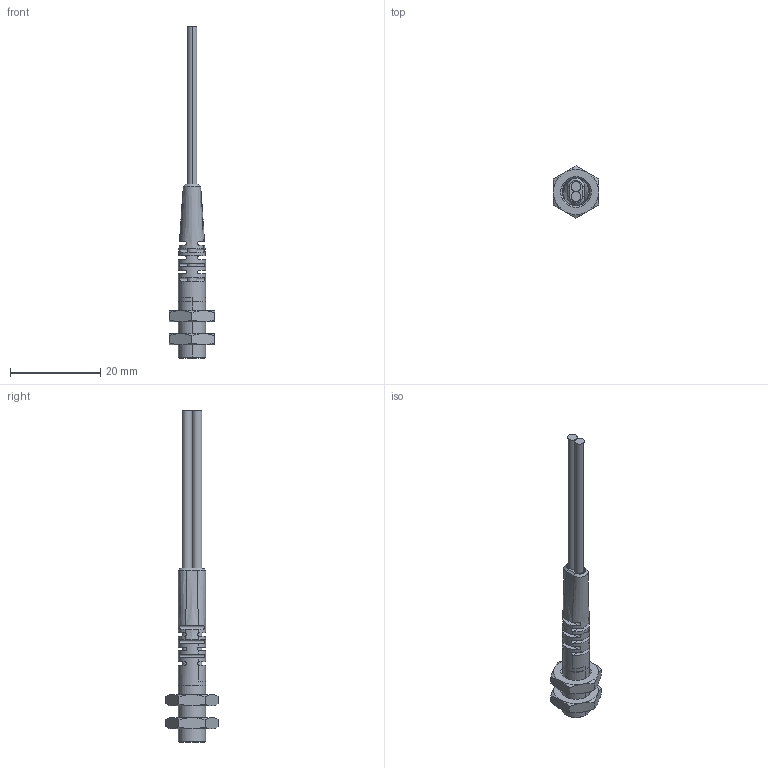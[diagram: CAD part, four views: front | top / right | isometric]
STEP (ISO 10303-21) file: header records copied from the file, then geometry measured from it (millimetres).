
FILE_DESCRIPTION((''),'2;1');
FILE_NAME('CAD2439_SW0001','2016-09-14T',('cmozuch'),(''),'PRO/ENGINEER BY PARAMETRIC TECHNOLOGY CORPORATION, 2015440','PRO/ENGINEER BY PARAMETRIC TECHNOLOGY CORPORATION, 2015440','');
FILE_SCHEMA(('CONFIG_CONTROL_DESIGN'));
Length unit declared in the file: millimetre
Products named in the file (1): CAD2439_SW0001
Bounding box: 10 x 11.55 x 73.5 mm (x, y, z)
Volume: 1507.3 mm3; surface area: 1691.4 mm2
Topology: 1 solids, 1 shells, 138 faces, 377 edges, 253 vertices
Faces by surface type: plane 48, cylinder 44, cone 34, bspline 12
Entity records: 7146 total; most frequent: CARTESIAN_POINT 2763, ORIENTED_EDGE 754, DIRECTION 636, EDGE_CURVE 377, AXIS2_PLACEMENT_3D 268, VERTEX_POINT 253, EDGE_LOOP 150, CIRCLE 142
